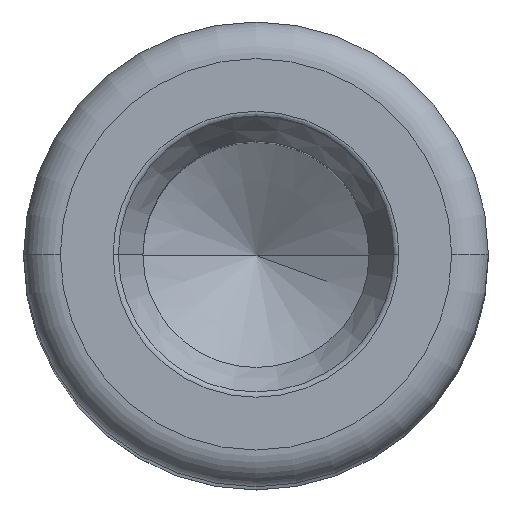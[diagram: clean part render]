
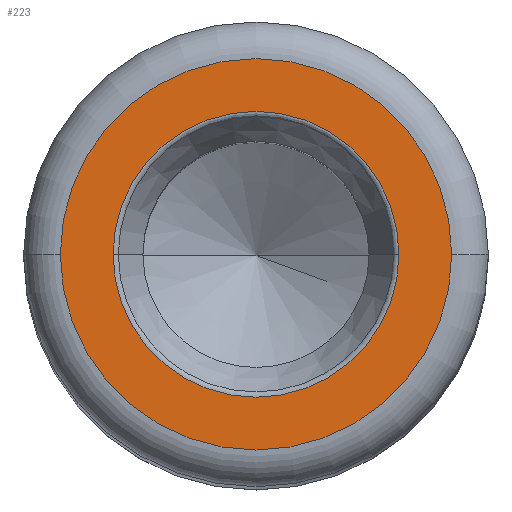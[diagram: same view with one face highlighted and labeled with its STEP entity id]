
A CAD part, top view. The second image highlights one B-rep face of the part: STEP entity #223.
In plain terms, the highlighted planar face has unit normal (0, 0, 1).
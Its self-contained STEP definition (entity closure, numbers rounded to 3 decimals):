
#3 = AXIS2_PLACEMENT_3D ( 'NONE', #739, #734, #482 ) ;
#10 = CARTESIAN_POINT ( 'NONE',  ( 11.689, 0., 160. ) ) ;
#30 = ORIENTED_EDGE ( 'NONE', *, *, #599, .T. ) ;
#48 = CARTESIAN_POINT ( 'NONE',  ( 0., 0., 160. ) ) ;
#49 = AXIS2_PLACEMENT_3D ( 'NONE', #711, #119, #596 ) ;
#86 = VERTEX_POINT ( 'NONE', #203 ) ;
#87 = EDGE_CURVE ( 'NONE', #204, #86, #120, .T. ) ;
#119 = DIRECTION ( 'NONE',  ( 0., 0., -1. ) ) ;
#120 = CIRCLE ( 'NONE', #3, 16. ) ;
#130 = DIRECTION ( 'NONE',  ( 1., 0., 0. ) ) ;
#171 = FACE_BOUND ( 'NONE', #721, .T. ) ;
#191 = AXIS2_PLACEMENT_3D ( 'NONE', #603, #302, #130 ) ;
#203 = CARTESIAN_POINT ( 'NONE',  ( -16., 0., 160. ) ) ;
#204 = VERTEX_POINT ( 'NONE', #685 ) ;
#223 = ADVANCED_FACE ( 'NONE', ( #171, #516 ), #747, .T. ) ;
#249 = CIRCLE ( 'NONE', #191, 16. ) ;
#285 = VERTEX_POINT ( 'NONE', #10 ) ;
#302 = DIRECTION ( 'NONE',  ( 0., 0., 1. ) ) ;
#385 = CIRCLE ( 'NONE', #538, 11.689 ) ;
#386 = DIRECTION ( 'NONE',  ( 0., 0., 1. ) ) ;
#453 = CARTESIAN_POINT ( 'NONE',  ( 0., 0., 160. ) ) ;
#454 = EDGE_CURVE ( 'NONE', #285, #600, #385, .T. ) ;
#482 = DIRECTION ( 'NONE',  ( 1., 0., 0. ) ) ;
#515 = DIRECTION ( 'NONE',  ( 0., 0., -1. ) ) ;
#516 = FACE_OUTER_BOUND ( 'NONE', #749, .T. ) ;
#518 = CIRCLE ( 'NONE', #49, 11.689 ) ;
#534 = ORIENTED_EDGE ( 'NONE', *, *, #454, .T. ) ;
#537 = ORIENTED_EDGE ( 'NONE', *, *, #87, .T. ) ;
#538 = AXIS2_PLACEMENT_3D ( 'NONE', #453, #515, #701 ) ;
#594 = CARTESIAN_POINT ( 'NONE',  ( -11.689, 0., 160. ) ) ;
#596 = DIRECTION ( 'NONE',  ( 1., 0., 0. ) ) ;
#599 = EDGE_CURVE ( 'NONE', #600, #285, #518, .T. ) ;
#600 = VERTEX_POINT ( 'NONE', #594 ) ;
#603 = CARTESIAN_POINT ( 'NONE',  ( 0., 0., 160. ) ) ;
#626 = DIRECTION ( 'NONE',  ( 1., 0., 0. ) ) ;
#645 = AXIS2_PLACEMENT_3D ( 'NONE', #48, #386, #626 ) ;
#659 = ORIENTED_EDGE ( 'NONE', *, *, #689, .T. ) ;
#685 = CARTESIAN_POINT ( 'NONE',  ( 16., 0., 160. ) ) ;
#689 = EDGE_CURVE ( 'NONE', #86, #204, #249, .T. ) ;
#701 = DIRECTION ( 'NONE',  ( 1., 0., 0. ) ) ;
#711 = CARTESIAN_POINT ( 'NONE',  ( 0., 0., 160. ) ) ;
#721 = EDGE_LOOP ( 'NONE', ( #534, #30 ) ) ;
#734 = DIRECTION ( 'NONE',  ( 0., 0., 1. ) ) ;
#739 = CARTESIAN_POINT ( 'NONE',  ( 0., 0., 160. ) ) ;
#747 = PLANE ( 'NONE',  #645 ) ;
#749 = EDGE_LOOP ( 'NONE', ( #537, #659 ) ) ;
